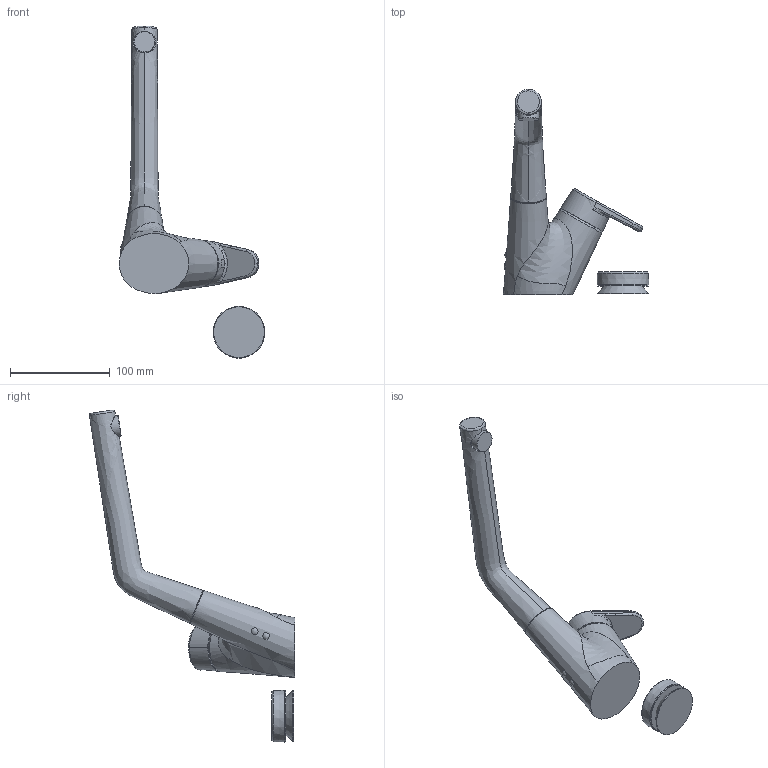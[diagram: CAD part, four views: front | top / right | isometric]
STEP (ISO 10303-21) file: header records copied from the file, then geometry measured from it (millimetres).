
FILE_DESCRIPTION (( 'STEP AP203' ), '1' );
FILE_NAME ('2227F(2016)+55712203.STEP', '2017-03-09T05:45:49', ( '' ), ( '' ), 'SwSTEP 2.0', 'SolidWorks 2016', '' );
FILE_SCHEMA (( 'CONFIG_CONTROL_DESIGN' ));
Length unit declared in the file: millimetre
Products named in the file (1): 2227F(2016)+55712203
Bounding box: 146.3 x 206.25 x 333.69 mm (x, y, z)
Volume: 564399.1 mm3; surface area: 69449.5 mm2
Topology: 5 solids, 5 shells, 66 faces, 156 edges, 103 vertices
Faces by surface type: bspline 36, plane 14, cone 6, cylinder 4, sphere 4, torus 2
Full cylindrical faces by diameter (mm): 21 x1, 34.824 x1, 51 x2
Entity records: 9170 total; most frequent: CARTESIAN_POINT 7990, ORIENTED_EDGE 264, EDGE_CURVE 132, DIRECTION 120, VERTEX_POINT 94, B_SPLINE_CURVE_WITH_KNOTS 92, EDGE_LOOP 84, FACE_OUTER_BOUND 73
